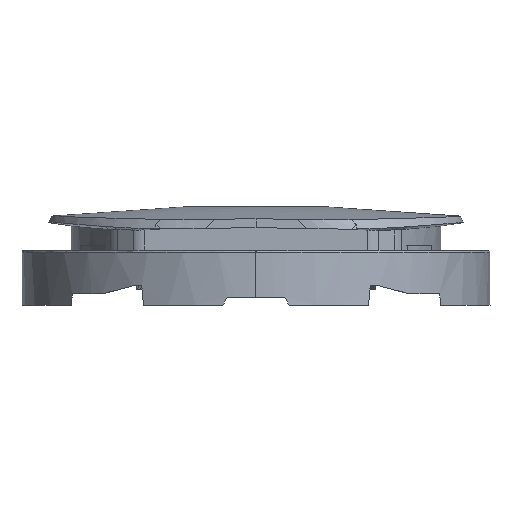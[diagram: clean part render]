
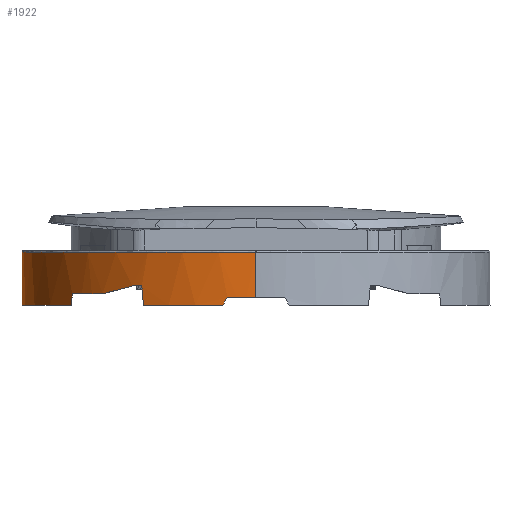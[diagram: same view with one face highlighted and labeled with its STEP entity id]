
A CAD part, left-side view. The second image highlights one B-rep face of the part: STEP entity #1922.
In plain terms, the highlighted cylindrical face has radius 26.5 mm (diameter 53 mm), a partial arc.
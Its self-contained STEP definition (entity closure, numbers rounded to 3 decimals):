
#803=AXIS2_PLACEMENT_3D('Circle Axis2P3D',#801,#802,$) ;
#1242=AXIS2_PLACEMENT_3D('Cylinder Axis2P3D',#1239,#1240,#1241) ;
#1770=AXIS2_PLACEMENT_3D('Circle Axis2P3D',#1768,#1769,$) ;
#1787=AXIS2_PLACEMENT_3D('Circle Axis2P3D',#1785,#1786,$) ;
#1802=AXIS2_PLACEMENT_3D('Circle Axis2P3D',#1800,#1801,$) ;
#1817=AXIS2_PLACEMENT_3D('Circle Axis2P3D',#1815,#1816,$) ;
#1832=AXIS2_PLACEMENT_3D('Circle Axis2P3D',#1830,#1831,$) ;
#1858=AXIS2_PLACEMENT_3D('Circle Axis2P3D',#1856,#1857,$) ;
#1873=AXIS2_PLACEMENT_3D('Circle Axis2P3D',#1871,#1872,$) ;
#1888=AXIS2_PLACEMENT_3D('Circle Axis2P3D',#1886,#1887,$) ;
#798=CARTESIAN_POINT('Vertex',(26.3,3.25,3.4)) ;
#801=CARTESIAN_POINT('Axis2P3D Location',(0.,0.,3.4)) ;
#805=CARTESIAN_POINT('Vertex',(26.5,0.,3.4)) ;
#1239=CARTESIAN_POINT('Axis2P3D Location',(0.,0.,10.)) ;
#1265=CARTESIAN_POINT('Line Origine',(26.5,0.,10.)) ;
#1269=CARTESIAN_POINT('Vertex',(26.5,0.,8.499)) ;
#1302=CARTESIAN_POINT('Vertex',(-26.5,0.,8.499)) ;
#1305=CARTESIAN_POINT('Line Origine',(-26.5,0.,10.)) ;
#1309=CARTESIAN_POINT('Vertex',(-26.5,0.,3.4)) ;
#1750=CARTESIAN_POINT('Vertex',(26.231,3.77,2.5)) ;
#1754=CARTESIAN_POINT('Control Point',(26.231,3.77,2.5)) ;
#1755=CARTESIAN_POINT('Control Point',(26.245,3.666,2.68)) ;
#1756=CARTESIAN_POINT('Control Point',(26.26,3.562,2.86)) ;
#1757=CARTESIAN_POINT('Control Point',(26.274,3.458,3.04)) ;
#1758=CARTESIAN_POINT('Control Point',(26.287,3.354,3.22)) ;
#1759=CARTESIAN_POINT('Control Point',(26.3,3.25,3.4)) ;
#1768=CARTESIAN_POINT('Axis2P3D Location',(0.,0.,2.5)) ;
#1772=CARTESIAN_POINT('Vertex',(16.267,20.92,2.5)) ;
#1774=CARTESIAN_POINT('Vertex',(-16.267,20.92,2.5)) ;
#1778=CARTESIAN_POINT('Control Point',(-16.267,20.92,2.5)) ;
#1779=CARTESIAN_POINT('Control Point',(-16.318,20.88,2.933)) ;
#1780=CARTESIAN_POINT('Control Point',(-16.369,20.84,3.367)) ;
#1781=CARTESIAN_POINT('Control Point',(-16.419,20.801,3.8)) ;
#1782=CARTESIAN_POINT('Vertex',(-16.419,20.801,3.8)) ;
#1785=CARTESIAN_POINT('Axis2P3D Location',(0.,0.,3.8)) ;
#1789=CARTESIAN_POINT('Vertex',(-20.023,17.359,3.8)) ;
#1793=CARTESIAN_POINT('Control Point',(-20.023,17.359,3.8)) ;
#1794=CARTESIAN_POINT('Control Point',(-20.938,16.304,4.083)) ;
#1795=CARTESIAN_POINT('Control Point',(-21.766,15.179,4.384)) ;
#1796=CARTESIAN_POINT('Control Point',(-22.5,14.,4.7)) ;
#1797=CARTESIAN_POINT('Vertex',(-22.5,14.,4.7)) ;
#1800=CARTESIAN_POINT('Axis2P3D Location',(0.,0.,4.7)) ;
#1804=CARTESIAN_POINT('Vertex',(-23.129,12.934,4.7)) ;
#1808=CARTESIAN_POINT('Control Point',(-23.129,12.934,4.7)) ;
#1809=CARTESIAN_POINT('Control Point',(-23.164,12.871,3.967)) ;
#1810=CARTESIAN_POINT('Control Point',(-23.199,12.809,3.233)) ;
#1811=CARTESIAN_POINT('Control Point',(-23.234,12.746,2.5)) ;
#1812=CARTESIAN_POINT('Vertex',(-23.234,12.746,2.5)) ;
#1815=CARTESIAN_POINT('Axis2P3D Location',(0.,0.,2.5)) ;
#1819=CARTESIAN_POINT('Vertex',(-26.231,3.77,2.5)) ;
#1823=CARTESIAN_POINT('Control Point',(-26.231,3.77,2.5)) ;
#1824=CARTESIAN_POINT('Control Point',(-26.255,3.596,2.8)) ;
#1825=CARTESIAN_POINT('Control Point',(-26.279,3.423,3.1)) ;
#1826=CARTESIAN_POINT('Control Point',(-26.3,3.25,3.4)) ;
#1827=CARTESIAN_POINT('Vertex',(-26.3,3.25,3.4)) ;
#1830=CARTESIAN_POINT('Axis2P3D Location',(0.,0.,3.4)) ;
#1836=CARTESIAN_POINT('Control Point',(-26.5,0.,8.499)) ;
#1837=CARTESIAN_POINT('Control Point',(-26.5,5.391,8.499)) ;
#1838=CARTESIAN_POINT('Control Point',(-25.129,10.781,8.499)) ;
#1839=CARTESIAN_POINT('Control Point',(-22.388,15.701,8.499)) ;
#1840=CARTESIAN_POINT('Control Point',(-14.659,23.705,8.499)) ;
#1841=CARTESIAN_POINT('Control Point',(-4.041,27.045,8.499)) ;
#1842=CARTESIAN_POINT('Control Point',(1.591,27.299,8.499)) ;
#1843=CARTESIAN_POINT('Control Point',(7.028,26.114,8.499)) ;
#1844=CARTESIAN_POINT('Control Point',(11.851,23.702,8.499)) ;
#1845=CARTESIAN_POINT('Vertex',(11.851,23.702,8.499)) ;
#1849=CARTESIAN_POINT('Control Point',(11.851,23.702,8.499)) ;
#1850=CARTESIAN_POINT('Control Point',(17.1,21.078,8.499)) ;
#1851=CARTESIAN_POINT('Control Point',(21.624,17.005,8.499)) ;
#1852=CARTESIAN_POINT('Control Point',(24.88,11.726,8.499)) ;
#1853=CARTESIAN_POINT('Control Point',(26.5,5.868,8.499)) ;
#1854=CARTESIAN_POINT('Control Point',(26.5,0.,8.499)) ;
#1856=CARTESIAN_POINT('Axis2P3D Location',(0.,0.,2.5)) ;
#1860=CARTESIAN_POINT('Vertex',(23.234,12.746,2.5)) ;
#1864=CARTESIAN_POINT('Control Point',(23.129,12.934,4.7)) ;
#1865=CARTESIAN_POINT('Control Point',(23.164,12.871,3.967)) ;
#1866=CARTESIAN_POINT('Control Point',(23.199,12.809,3.233)) ;
#1867=CARTESIAN_POINT('Control Point',(23.234,12.746,2.5)) ;
#1868=CARTESIAN_POINT('Vertex',(23.129,12.934,4.7)) ;
#1871=CARTESIAN_POINT('Axis2P3D Location',(0.,0.,4.7)) ;
#1875=CARTESIAN_POINT('Vertex',(22.5,14.,4.7)) ;
#1879=CARTESIAN_POINT('Control Point',(20.023,17.359,3.8)) ;
#1880=CARTESIAN_POINT('Control Point',(20.938,16.304,4.083)) ;
#1881=CARTESIAN_POINT('Control Point',(21.766,15.179,4.384)) ;
#1882=CARTESIAN_POINT('Control Point',(22.5,14.,4.7)) ;
#1883=CARTESIAN_POINT('Vertex',(20.023,17.359,3.8)) ;
#1886=CARTESIAN_POINT('Axis2P3D Location',(0.,0.,3.8)) ;
#1890=CARTESIAN_POINT('Vertex',(16.419,20.801,3.8)) ;
#1894=CARTESIAN_POINT('Control Point',(16.267,20.92,2.5)) ;
#1895=CARTESIAN_POINT('Control Point',(16.318,20.88,2.933)) ;
#1896=CARTESIAN_POINT('Control Point',(16.369,20.84,3.367)) ;
#1897=CARTESIAN_POINT('Control Point',(16.419,20.801,3.8)) ;
#802=DIRECTION('Axis2P3D Direction',(0.,0.,-1.)) ;
#1240=DIRECTION('Axis2P3D Direction',(0.,0.,1.)) ;
#1241=DIRECTION('Axis2P3D XDirection',(1.,0.,0.)) ;
#1266=DIRECTION('Vector Direction',(0.,0.,1.)) ;
#1306=DIRECTION('Vector Direction',(0.,0.,1.)) ;
#1769=DIRECTION('Axis2P3D Direction',(0.,0.,1.)) ;
#1786=DIRECTION('Axis2P3D Direction',(0.,0.,1.)) ;
#1801=DIRECTION('Axis2P3D Direction',(0.,0.,1.)) ;
#1816=DIRECTION('Axis2P3D Direction',(0.,0.,1.)) ;
#1831=DIRECTION('Axis2P3D Direction',(0.,0.,1.)) ;
#1857=DIRECTION('Axis2P3D Direction',(0.,0.,1.)) ;
#1872=DIRECTION('Axis2P3D Direction',(0.,0.,1.)) ;
#1887=DIRECTION('Axis2P3D Direction',(0.,0.,1.)) ;
#1267=VECTOR('Line Direction',#1266,1.) ;
#1307=VECTOR('Line Direction',#1306,1.) ;
#1900=ORIENTED_EDGE('',*,*,#1776,.T.) ;
#1901=ORIENTED_EDGE('',*,*,#1784,.T.) ;
#1902=ORIENTED_EDGE('',*,*,#1791,.F.) ;
#1903=ORIENTED_EDGE('',*,*,#1799,.T.) ;
#1904=ORIENTED_EDGE('',*,*,#1806,.T.) ;
#1905=ORIENTED_EDGE('',*,*,#1814,.T.) ;
#1906=ORIENTED_EDGE('',*,*,#1821,.T.) ;
#1907=ORIENTED_EDGE('',*,*,#1829,.T.) ;
#1908=ORIENTED_EDGE('',*,*,#1834,.F.) ;
#1909=ORIENTED_EDGE('',*,*,#1311,.T.) ;
#1910=ORIENTED_EDGE('',*,*,#1847,.T.) ;
#1911=ORIENTED_EDGE('',*,*,#1855,.T.) ;
#1912=ORIENTED_EDGE('',*,*,#1271,.F.) ;
#1913=ORIENTED_EDGE('',*,*,#807,.F.) ;
#1914=ORIENTED_EDGE('',*,*,#1760,.F.) ;
#1915=ORIENTED_EDGE('',*,*,#1862,.T.) ;
#1916=ORIENTED_EDGE('',*,*,#1870,.F.) ;
#1917=ORIENTED_EDGE('',*,*,#1877,.T.) ;
#1918=ORIENTED_EDGE('',*,*,#1885,.F.) ;
#1919=ORIENTED_EDGE('',*,*,#1892,.F.) ;
#1920=ORIENTED_EDGE('',*,*,#1898,.F.) ;
#1922=ADVANCED_FACE('ED09224_A.1\\bague',(#1921),#1243,.T.) ;
#1753=B_SPLINE_CURVE_WITH_KNOTS('',5,(#1754,#1755,#1756,#1757,#1758,#1759),.UNSPECIFIED.,.F.,.U.,(6,6),(0.,1.473),.UNSPECIFIED.) ;
#1777=B_SPLINE_CURVE_WITH_KNOTS('',3,(#1778,#1779,#1780,#1781),.UNSPECIFIED.,.F.,.U.,(4,4),(0.,1.859),.UNSPECIFIED.) ;
#1792=B_SPLINE_CURVE_WITH_KNOTS('',3,(#1793,#1794,#1795,#1796),.UNSPECIFIED.,.F.,.U.,(4,4),(0.,6.044),.UNSPECIFIED.) ;
#1807=B_SPLINE_CURVE_WITH_KNOTS('',3,(#1808,#1809,#1810,#1811),.UNSPECIFIED.,.F.,.U.,(4,4),(0.008,3.134),.UNSPECIFIED.) ;
#1822=B_SPLINE_CURVE_WITH_KNOTS('',3,(#1823,#1824,#1825,#1826),.UNSPECIFIED.,.F.,.U.,(4,4),(0.,1.473),.UNSPECIFIED.) ;
#1835=B_SPLINE_CURVE_WITH_KNOTS('',5,(#1836,#1837,#1838,#1839,#1840,#1841,#1842,#1843,#1844),.UNSPECIFIED.,.F.,.U.,(6,3,6),(23.861,60.602,97.347),.UNSPECIFIED.) ;
#1848=B_SPLINE_CURVE_WITH_KNOTS('',5,(#1849,#1850,#1851,#1852,#1853,#1854),.UNSPECIFIED.,.F.,.U.,(6,6),(20.534,60.519),.UNSPECIFIED.) ;
#1863=B_SPLINE_CURVE_WITH_KNOTS('',3,(#1864,#1865,#1866,#1867),.UNSPECIFIED.,.F.,.U.,(4,4),(0.008,3.134),.UNSPECIFIED.) ;
#1878=B_SPLINE_CURVE_WITH_KNOTS('',3,(#1879,#1880,#1881,#1882),.UNSPECIFIED.,.F.,.U.,(4,4),(0.,6.044),.UNSPECIFIED.) ;
#1893=B_SPLINE_CURVE_WITH_KNOTS('',3,(#1894,#1895,#1896,#1897),.UNSPECIFIED.,.F.,.U.,(4,4),(0.,1.859),.UNSPECIFIED.) ;
#804=CIRCLE('generated circle',#803,26.5) ;
#1771=CIRCLE('generated circle',#1770,26.5) ;
#1788=CIRCLE('generated circle',#1787,26.5) ;
#1803=CIRCLE('generated circle',#1802,26.5) ;
#1818=CIRCLE('generated circle',#1817,26.5) ;
#1833=CIRCLE('generated circle',#1832,26.5) ;
#1859=CIRCLE('generated circle',#1858,26.5) ;
#1874=CIRCLE('generated circle',#1873,26.5) ;
#1889=CIRCLE('generated circle',#1888,26.5) ;
#1243=CYLINDRICAL_SURFACE('generated cylinder',#1242,26.5) ;
#807=EDGE_CURVE('',#799,#806,#804,.T.) ;
#1271=EDGE_CURVE('',#806,#1270,#1268,.T.) ;
#1311=EDGE_CURVE('',#1310,#1303,#1308,.T.) ;
#1760=EDGE_CURVE('',#1751,#799,#1753,.T.) ;
#1776=EDGE_CURVE('',#1773,#1775,#1771,.T.) ;
#1784=EDGE_CURVE('',#1775,#1783,#1777,.T.) ;
#1791=EDGE_CURVE('',#1790,#1783,#1788,.F.) ;
#1799=EDGE_CURVE('',#1790,#1798,#1792,.T.) ;
#1806=EDGE_CURVE('',#1798,#1805,#1803,.T.) ;
#1814=EDGE_CURVE('',#1805,#1813,#1807,.T.) ;
#1821=EDGE_CURVE('',#1813,#1820,#1818,.T.) ;
#1829=EDGE_CURVE('',#1820,#1828,#1822,.T.) ;
#1834=EDGE_CURVE('',#1310,#1828,#1833,.F.) ;
#1847=EDGE_CURVE('',#1303,#1846,#1835,.T.) ;
#1855=EDGE_CURVE('',#1846,#1270,#1848,.T.) ;
#1862=EDGE_CURVE('',#1751,#1861,#1859,.T.) ;
#1870=EDGE_CURVE('',#1869,#1861,#1863,.T.) ;
#1877=EDGE_CURVE('',#1869,#1876,#1874,.T.) ;
#1885=EDGE_CURVE('',#1884,#1876,#1878,.T.) ;
#1892=EDGE_CURVE('',#1891,#1884,#1889,.F.) ;
#1898=EDGE_CURVE('',#1773,#1891,#1893,.T.) ;
#1899=EDGE_LOOP('',(#1900,#1901,#1902,#1903,#1904,#1905,#1906,#1907,#1908,#1909,#1910,#1911,#1912,#1913,#1914,#1915,#1916,#1917,#1918,#1919,#1920)) ;
#1921=FACE_OUTER_BOUND('',#1899,.T.) ;
#1268=LINE('Line',#1265,#1267) ;
#1308=LINE('Line',#1305,#1307) ;
#799=VERTEX_POINT('',#798) ;
#806=VERTEX_POINT('',#805) ;
#1270=VERTEX_POINT('',#1269) ;
#1303=VERTEX_POINT('',#1302) ;
#1310=VERTEX_POINT('',#1309) ;
#1751=VERTEX_POINT('',#1750) ;
#1773=VERTEX_POINT('',#1772) ;
#1775=VERTEX_POINT('',#1774) ;
#1783=VERTEX_POINT('',#1782) ;
#1790=VERTEX_POINT('',#1789) ;
#1798=VERTEX_POINT('',#1797) ;
#1805=VERTEX_POINT('',#1804) ;
#1813=VERTEX_POINT('',#1812) ;
#1820=VERTEX_POINT('',#1819) ;
#1828=VERTEX_POINT('',#1827) ;
#1846=VERTEX_POINT('',#1845) ;
#1861=VERTEX_POINT('',#1860) ;
#1869=VERTEX_POINT('',#1868) ;
#1876=VERTEX_POINT('',#1875) ;
#1884=VERTEX_POINT('',#1883) ;
#1891=VERTEX_POINT('',#1890) ;
